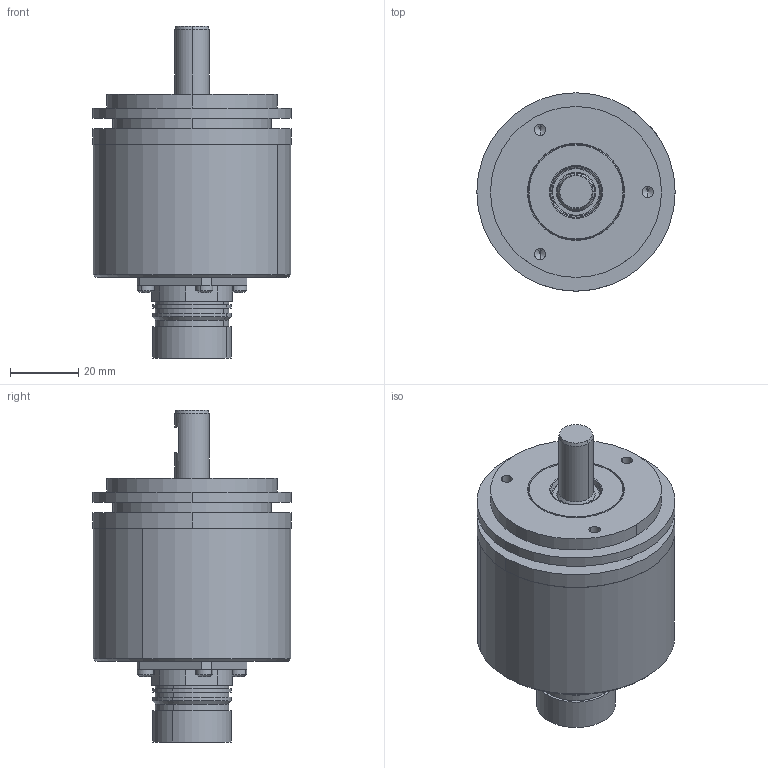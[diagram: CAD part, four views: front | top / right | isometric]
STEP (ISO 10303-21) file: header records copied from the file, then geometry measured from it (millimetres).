
FILE_DESCRIPTION((''),'2;1');
FILE_NAME('626059','2010-11-10T',('se2802'),(''),'PRO/ENGINEER BY PARAMETRIC TECHNOLOGY CORPORATION, 2010180','PRO/ENGINEER BY PARAMETRIC TECHNOLOGY CORPORATION, 2010180','');
FILE_SCHEMA(('CONFIG_CONTROL_DESIGN'));
Products named in the file (1): 626059
Bounding box: 58 x 58 x 97.1 mm (x, y, z)
Volume: 86176.9 mm3; surface area: 45555.2 mm2
Topology: 1 solids, 3 shells, 1468 faces, 4035 edges, 2626 vertices
Faces by surface type: cylinder 529, plane 477, extrusion 324, cone 64, torus 60, sphere 14
Entity records: 52350 total; most frequent: CARTESIAN_POINT 15316, ORIENTED_EDGE 8054, DIRECTION 7181, EDGE_CURVE 4027, VERTEX_POINT 2626, AXIS2_PLACEMENT_3D 2618, VECTOR 1945, EDGE_LOOP 1623
